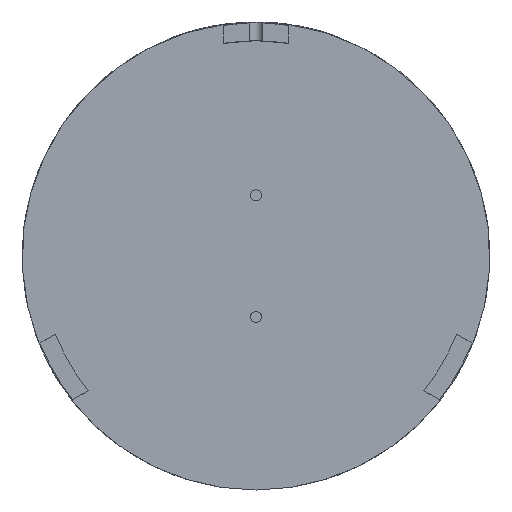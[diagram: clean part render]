
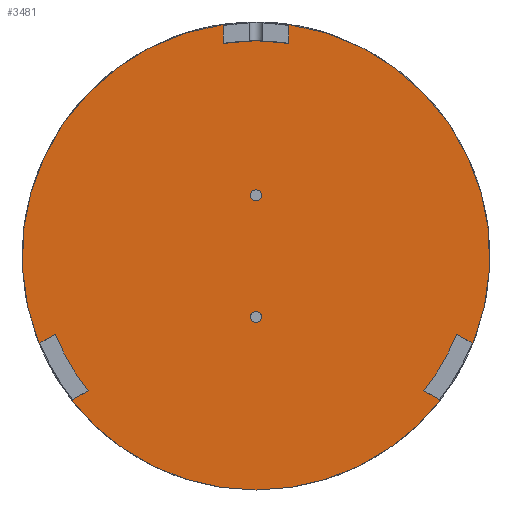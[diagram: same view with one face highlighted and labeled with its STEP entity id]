
A CAD part, front view. The second image highlights one B-rep face of the part: STEP entity #3481.
In plain terms, the highlighted planar face has unit normal (0, -1, 0).
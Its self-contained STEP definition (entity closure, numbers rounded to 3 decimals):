
#119 = CIRCLE ( 'NONE', #2433, 12.5 ) ;
#217 = VECTOR ( 'NONE', #2497, 1000. ) ;
#254 = LINE ( 'NONE', #6763, #4139 ) ;
#551 = EDGE_CURVE ( 'NONE', #5612, #8479, #5454, .T. ) ;
#738 = CARTESIAN_POINT ( 'NONE',  ( -11.594, 0.37, -4.673 ) ) ;
#790 = DIRECTION ( 'NONE',  ( 0., -1., 0. ) ) ;
#832 = CARTESIAN_POINT ( 'NONE',  ( -12.468, 0.37, -5.178 ) ) ;
#935 = AXIS2_PLACEMENT_3D ( 'NONE', #5139, #790, #5850 ) ;
#1005 = AXIS2_PLACEMENT_3D ( 'NONE', #6517, #2228, #7232 ) ;
#1158 = EDGE_CURVE ( 'NONE', #7269, #5027, #2204, .T. ) ;
#1180 = VERTEX_POINT ( 'NONE', #5016 ) ;
#1225 = CARTESIAN_POINT ( 'NONE',  ( 9.844, 0.37, -7.704 ) ) ;
#1426 = ORIENTED_EDGE ( 'NONE', *, *, #8910, .T. ) ;
#1549 = EDGE_CURVE ( 'NONE', #5757, #1680, #2777, .T. ) ;
#1616 = EDGE_CURVE ( 'NONE', #8479, #6938, #8017, .T. ) ;
#1680 = VERTEX_POINT ( 'NONE', #7996 ) ;
#1768 = ORIENTED_EDGE ( 'NONE', *, *, #5953, .F. ) ;
#1951 = LINE ( 'NONE', #6770, #217 ) ;
#1964 = EDGE_CURVE ( 'NONE', #5757, #6482, #119, .T. ) ;
#1970 = EDGE_CURVE ( 'NONE', #6476, #6539, #5676, .T. ) ;
#2056 = AXIS2_PLACEMENT_3D ( 'NONE', #7426, #8135, #3878 ) ;
#2124 = AXIS2_PLACEMENT_3D ( 'NONE', #3574, #3510, #7841 ) ;
#2204 = CIRCLE ( 'NONE', #2124, 11.5 ) ;
#2217 = DIRECTION ( 'NONE',  ( 0., 1., 0. ) ) ;
#2228 = DIRECTION ( 'NONE',  ( 0., -1., 0. ) ) ;
#2240 = ORIENTED_EDGE ( 'NONE', *, *, #1158, .T. ) ;
#2346 = ORIENTED_EDGE ( 'NONE', *, *, #1616, .T. ) ;
#2433 = AXIS2_PLACEMENT_3D ( 'NONE', #6780, #2506, #7489 ) ;
#2497 = DIRECTION ( 'NONE',  ( 0.866, 0., -0.5 ) ) ;
#2506 = DIRECTION ( 'NONE',  ( 0., 1., 0. ) ) ;
#2638 = CIRCLE ( 'NONE', #5691, 12.5 ) ;
#2646 = CIRCLE ( 'NONE', #3821, 12.5 ) ;
#2704 = CARTESIAN_POINT ( 'NONE',  ( -8.968, 0.37, -7.199 ) ) ;
#2736 = ORIENTED_EDGE ( 'NONE', *, *, #6489, .T. ) ;
#2777 = LINE ( 'NONE', #8686, #6578 ) ;
#2856 = CARTESIAN_POINT ( 'NONE',  ( -1.75, 0.37, 13.386 ) ) ;
#2919 = AXIS2_PLACEMENT_3D ( 'NONE', #3939, #8904, #4658 ) ;
#3203 = VECTOR ( 'NONE', #8503, 1000. ) ;
#3213 = DIRECTION ( 'NONE',  ( -0.866, 0., -0.5 ) ) ;
#3216 = DIRECTION ( 'NONE',  ( 0., -1., 0. ) ) ;
#3481 = ADVANCED_FACE ( 'NONE', ( #8436 ), #5283, .T. ) ;
#3510 = DIRECTION ( 'NONE',  ( 0., -1., 0. ) ) ;
#3574 = CARTESIAN_POINT ( 'NONE',  ( 0., 0.37, 0. ) ) ;
#3706 = ORIENTED_EDGE ( 'NONE', *, *, #1970, .F. ) ;
#3821 = AXIS2_PLACEMENT_3D ( 'NONE', #4188, #9168, #4901 ) ;
#3878 = DIRECTION ( 'NONE',  ( 0., 0., -1. ) ) ;
#3938 = VERTEX_POINT ( 'NONE', #8447 ) ;
#3939 = CARTESIAN_POINT ( 'NONE',  ( 0., 0.37, 0. ) ) ;
#3970 = ORIENTED_EDGE ( 'NONE', *, *, #4377, .T. ) ;
#4139 = VECTOR ( 'NONE', #3213, 1000. ) ;
#4188 = CARTESIAN_POINT ( 'NONE',  ( 0., 0.37, 0. ) ) ;
#4260 = ORIENTED_EDGE ( 'NONE', *, *, #551, .T. ) ;
#4263 = CARTESIAN_POINT ( 'NONE',  ( 0., 0.37, -12.5 ) ) ;
#4277 = EDGE_CURVE ( 'NONE', #5612, #6476, #2646, .T. ) ;
#4377 = EDGE_CURVE ( 'NONE', #6938, #6482, #1951, .T. ) ;
#4658 = DIRECTION ( 'NONE',  ( 0., 0., -1. ) ) ;
#4721 = CARTESIAN_POINT ( 'NONE',  ( 1.75, 0.37, 12.377 ) ) ;
#4901 = DIRECTION ( 'NONE',  ( 0., 0., -1. ) ) ;
#4912 = DIRECTION ( 'NONE',  ( -0.866, 0., 0.5 ) ) ;
#5016 = CARTESIAN_POINT ( 'NONE',  ( -1.75, 0.37, 12.377 ) ) ;
#5027 = VERTEX_POINT ( 'NONE', #8743 ) ;
#5107 = LINE ( 'NONE', #2856, #3203 ) ;
#5139 = CARTESIAN_POINT ( 'NONE',  ( 0., 0.37, 0. ) ) ;
#5283 = PLANE ( 'NONE',  #2056 ) ;
#5454 = LINE ( 'NONE', #8699, #9011 ) ;
#5519 = EDGE_CURVE ( 'NONE', #1680, #7269, #7543, .T. ) ;
#5539 = VERTEX_POINT ( 'NONE', #738 ) ;
#5612 = VERTEX_POINT ( 'NONE', #1225 ) ;
#5676 = CIRCLE ( 'NONE', #2919, 12.5 ) ;
#5691 = AXIS2_PLACEMENT_3D ( 'NONE', #6508, #2217, #7224 ) ;
#5757 = VERTEX_POINT ( 'NONE', #4721 ) ;
#5768 = ORIENTED_EDGE ( 'NONE', *, *, #1549, .T. ) ;
#5797 = CARTESIAN_POINT ( 'NONE',  ( 0., 0.37, 11.5 ) ) ;
#5850 = DIRECTION ( 'NONE',  ( 0., 0., -1. ) ) ;
#5942 = ORIENTED_EDGE ( 'NONE', *, *, #1964, .F. ) ;
#5953 = EDGE_CURVE ( 'NONE', #5539, #1180, #2638, .T. ) ;
#6044 = VECTOR ( 'NONE', #8039, 1000. ) ;
#6099 = CIRCLE ( 'NONE', #7417, 11.5 ) ;
#6144 = CARTESIAN_POINT ( 'NONE',  ( 10.718, 0.37, -4.167 ) ) ;
#6476 = VERTEX_POINT ( 'NONE', #4263 ) ;
#6482 = VERTEX_POINT ( 'NONE', #9237 ) ;
#6489 = EDGE_CURVE ( 'NONE', #5027, #1180, #5107, .T. ) ;
#6508 = CARTESIAN_POINT ( 'NONE',  ( 0., 0.37, 0. ) ) ;
#6517 = CARTESIAN_POINT ( 'NONE',  ( 0., 0.37, 0. ) ) ;
#6539 = VERTEX_POINT ( 'NONE', #7868 ) ;
#6578 = VECTOR ( 'NONE', #8573, 1000. ) ;
#6757 = EDGE_LOOP ( 'NONE', ( #8906, #2240, #2736, #1768, #1426, #7650, #7834, #3706, #6875, #4260, #2346, #3970, #5942, #5768 ) ) ;
#6763 = CARTESIAN_POINT ( 'NONE',  ( -10.718, 0.37, -8.209 ) ) ;
#6770 = CARTESIAN_POINT ( 'NONE',  ( 12.468, 0.37, -5.178 ) ) ;
#6780 = CARTESIAN_POINT ( 'NONE',  ( 0., 0.37, 0. ) ) ;
#6875 = ORIENTED_EDGE ( 'NONE', *, *, #4277, .F. ) ;
#6879 = EDGE_CURVE ( 'NONE', #3938, #7065, #6099, .T. ) ;
#6938 = VERTEX_POINT ( 'NONE', #6144 ) ;
#7065 = VERTEX_POINT ( 'NONE', #2704 ) ;
#7224 = DIRECTION ( 'NONE',  ( 0., 0., -1. ) ) ;
#7232 = DIRECTION ( 'NONE',  ( 0., 0., -1. ) ) ;
#7269 = VERTEX_POINT ( 'NONE', #5797 ) ;
#7338 = CARTESIAN_POINT ( 'NONE',  ( 8.968, 0.37, -7.199 ) ) ;
#7417 = AXIS2_PLACEMENT_3D ( 'NONE', #7475, #3216, #8182 ) ;
#7426 = CARTESIAN_POINT ( 'NONE',  ( 0., 0.37, 0. ) ) ;
#7475 = CARTESIAN_POINT ( 'NONE',  ( 0., 0.37, 0. ) ) ;
#7489 = DIRECTION ( 'NONE',  ( 0., 0., -1. ) ) ;
#7543 = CIRCLE ( 'NONE', #1005, 11.5 ) ;
#7650 = ORIENTED_EDGE ( 'NONE', *, *, #6879, .T. ) ;
#7834 = ORIENTED_EDGE ( 'NONE', *, *, #9151, .T. ) ;
#7841 = DIRECTION ( 'NONE',  ( 0., 0., -1. ) ) ;
#7868 = CARTESIAN_POINT ( 'NONE',  ( -9.844, 0.37, -7.704 ) ) ;
#7996 = CARTESIAN_POINT ( 'NONE',  ( 1.75, 0.37, 11.366 ) ) ;
#8017 = CIRCLE ( 'NONE', #935, 11.5 ) ;
#8039 = DIRECTION ( 'NONE',  ( 0.866, 0., 0.5 ) ) ;
#8135 = DIRECTION ( 'NONE',  ( 0., -1., 0. ) ) ;
#8182 = DIRECTION ( 'NONE',  ( 0., 0., -1. ) ) ;
#8358 = LINE ( 'NONE', #832, #6044 ) ;
#8436 = FACE_OUTER_BOUND ( 'NONE', #6757, .T. ) ;
#8447 = CARTESIAN_POINT ( 'NONE',  ( -10.718, 0.37, -4.167 ) ) ;
#8479 = VERTEX_POINT ( 'NONE', #7338 ) ;
#8503 = DIRECTION ( 'NONE',  ( 0., 0., 1. ) ) ;
#8573 = DIRECTION ( 'NONE',  ( 0., 0., -1. ) ) ;
#8686 = CARTESIAN_POINT ( 'NONE',  ( 1.75, 0.37, 13.386 ) ) ;
#8699 = CARTESIAN_POINT ( 'NONE',  ( 10.718, 0.37, -8.209 ) ) ;
#8743 = CARTESIAN_POINT ( 'NONE',  ( -1.75, 0.37, 11.366 ) ) ;
#8904 = DIRECTION ( 'NONE',  ( 0., 1., 0. ) ) ;
#8906 = ORIENTED_EDGE ( 'NONE', *, *, #5519, .T. ) ;
#8910 = EDGE_CURVE ( 'NONE', #5539, #3938, #8358, .T. ) ;
#9011 = VECTOR ( 'NONE', #4912, 1000. ) ;
#9151 = EDGE_CURVE ( 'NONE', #7065, #6539, #254, .T. ) ;
#9168 = DIRECTION ( 'NONE',  ( 0., 1., 0. ) ) ;
#9237 = CARTESIAN_POINT ( 'NONE',  ( 11.594, 0.37, -4.673 ) ) ;
